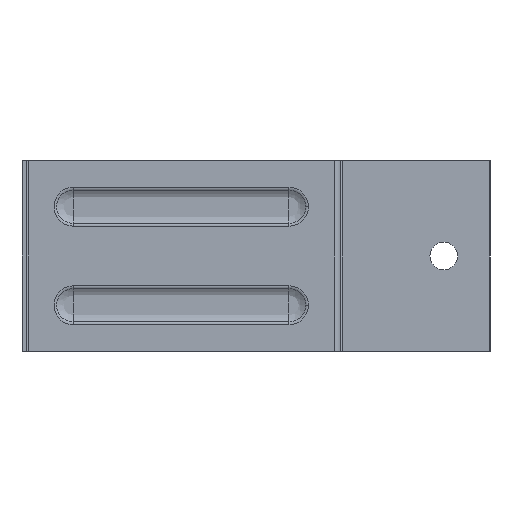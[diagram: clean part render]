
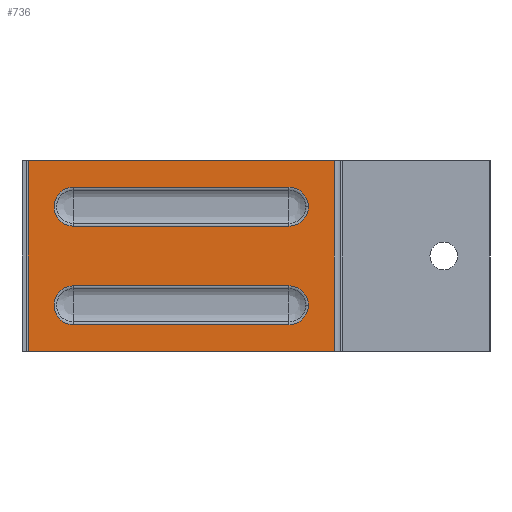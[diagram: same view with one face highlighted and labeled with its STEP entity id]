
A CAD part, left-side view. The second image highlights one B-rep face of the part: STEP entity #736.
In plain terms, the highlighted planar face has unit normal (-1, 0, 0).
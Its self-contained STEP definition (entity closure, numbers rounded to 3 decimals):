
#33 = AXIS2_PLACEMENT_3D ( 'NONE', #752, #2091, #1002 ) ;
#42 = DIRECTION ( 'NONE',  ( 1., 0., 0. ) ) ;
#53 = DIRECTION ( 'NONE',  ( 0., -1., 0. ) ) ;
#66 = CARTESIAN_POINT ( 'NONE',  ( -127.4, 15.3, -9.704 ) ) ;
#75 = AXIS2_PLACEMENT_3D ( 'NONE', #2353, #1494, #1485 ) ;
#87 = CARTESIAN_POINT ( 'NONE',  ( -127.4, 175.3, 9.704 ) ) ;
#90 = EDGE_CURVE ( 'NONE', #572, #452, #2241, .T. ) ;
#135 = EDGE_CURVE ( 'NONE', #803, #1327, #790, .T. ) ;
#162 = AXIS2_PLACEMENT_3D ( 'NONE', #216, #3000, #1186 ) ;
#182 = ORIENTED_EDGE ( 'NONE', *, *, #214, .T. ) ;
#188 = CARTESIAN_POINT ( 'NONE',  ( -127.4, 15.3, -16. ) ) ;
#191 = EDGE_CURVE ( 'NONE', #285, #2708, #2834, .T. ) ;
#196 = EDGE_CURVE ( 'NONE', #2708, #2527, #1599, .T. ) ;
#207 = EDGE_CURVE ( 'NONE', #2527, #572, #2166, .T. ) ;
#209 = LINE ( 'NONE', #540, #1408 ) ;
#214 = EDGE_CURVE ( 'NONE', #452, #285, #1014, .T. ) ;
#216 = CARTESIAN_POINT ( 'NONE',  ( -127.4, 15.3, 16. ) ) ;
#224 = ORIENTED_EDGE ( 'NONE', *, *, #260, .F. ) ;
#230 = EDGE_CURVE ( 'NONE', #1289, #1985, #2732, .T. ) ;
#231 = EDGE_CURVE ( 'NONE', #1289, #281, #1534, .T. ) ;
#236 = EDGE_CURVE ( 'NONE', #2677, #281, #2569, .T. ) ;
#252 = EDGE_CURVE ( 'NONE', #2677, #1985, #209, .T. ) ;
#256 = EDGE_CURVE ( 'NONE', #2500, #2920, #781, .T. ) ;
#260 = EDGE_CURVE ( 'NONE', #2920, #421, #2644, .T. ) ;
#281 = VERTEX_POINT ( 'NONE', #2753 ) ;
#284 = DIRECTION ( 'NONE',  ( 0., 1., 0. ) ) ;
#285 = VERTEX_POINT ( 'NONE', #3008 ) ;
#361 = VECTOR ( 'NONE', #1873, 1000. ) ;
#387 = ORIENTED_EDGE ( 'NONE', *, *, #135, .F. ) ;
#412 = EDGE_CURVE ( 'NONE', #421, #803, #1507, .T. ) ;
#421 = VERTEX_POINT ( 'NONE', #2109 ) ;
#423 = DIRECTION ( 'NONE',  ( 0., -1., 0. ) ) ;
#452 = VERTEX_POINT ( 'NONE', #2550 ) ;
#489 = AXIS2_PLACEMENT_3D ( 'NONE', #188, #1801, #423 ) ;
#497 = ORIENTED_EDGE ( 'NONE', *, *, #256, .F. ) ;
#499 = CARTESIAN_POINT ( 'NONE',  ( -127.4, 100., -31. ) ) ;
#521 = DIRECTION ( 'NONE',  ( 0., 0., 1. ) ) ;
#528 = DIRECTION ( 'NONE',  ( 0., 0., -1. ) ) ;
#530 = AXIS2_PLACEMENT_3D ( 'NONE', #1300, #800, #2135 ) ;
#540 = CARTESIAN_POINT ( 'NONE',  ( -127.4, 0., 31. ) ) ;
#572 = VERTEX_POINT ( 'NONE', #1760 ) ;
#627 = AXIS2_PLACEMENT_3D ( 'NONE', #1669, #42, #2321 ) ;
#736 = ADVANCED_FACE ( 'NONE', ( #3010, #1826, #1411 ), #1050, .T. ) ;
#752 = CARTESIAN_POINT ( 'NONE',  ( -127.4, 85.3, 16. ) ) ;
#765 = CARTESIAN_POINT ( 'NONE',  ( -127.4, 0., -31. ) ) ;
#768 = CARTESIAN_POINT ( 'NONE',  ( -127.4, 175.3, -9.704 ) ) ;
#781 = CIRCLE ( 'NONE', #75, 6.296 ) ;
#790 = CIRCLE ( 'NONE', #489, 6.296 ) ;
#800 = DIRECTION ( 'NONE',  ( -1., 0., 0. ) ) ;
#803 = VERTEX_POINT ( 'NONE', #2533 ) ;
#854 = VECTOR ( 'NONE', #53, 1000. ) ;
#1002 = DIRECTION ( 'NONE',  ( 0., -1., 0. ) ) ;
#1011 = CARTESIAN_POINT ( 'NONE',  ( -127.4, 0.6, -31. ) ) ;
#1014 = CIRCLE ( 'NONE', #627, 6.296 ) ;
#1022 = DIRECTION ( 'NONE',  ( 0., -1., 0. ) ) ;
#1050 = PLANE ( 'NONE',  #530 ) ;
#1116 = ORIENTED_EDGE ( 'NONE', *, *, #252, .T. ) ;
#1186 = DIRECTION ( 'NONE',  ( 0., -1., 0. ) ) ;
#1264 = DIRECTION ( 'NONE',  ( -1., 0., 0. ) ) ;
#1289 = VERTEX_POINT ( 'NONE', #499 ) ;
#1300 = CARTESIAN_POINT ( 'NONE',  ( -127.4, 0., 31. ) ) ;
#1327 = VERTEX_POINT ( 'NONE', #66 ) ;
#1338 = EDGE_LOOP ( 'NONE', ( #2294, #2209, #1524, #1815, #182 ) ) ;
#1408 = VECTOR ( 'NONE', #2330, 1000. ) ;
#1411 = FACE_BOUND ( 'NONE', #2186, .T. ) ;
#1415 = EDGE_CURVE ( 'NONE', #1327, #2500, #3022, .T. ) ;
#1425 = DIRECTION ( 'NONE',  ( 0., 1., 0. ) ) ;
#1485 = DIRECTION ( 'NONE',  ( 0., -1., 0. ) ) ;
#1494 = DIRECTION ( 'NONE',  ( -1., 0., 0. ) ) ;
#1507 = CIRCLE ( 'NONE', #2026, 6.296 ) ;
#1524 = ORIENTED_EDGE ( 'NONE', *, *, #207, .T. ) ;
#1534 = LINE ( 'NONE', #765, #854 ) ;
#1599 = CIRCLE ( 'NONE', #33, 6.296 ) ;
#1669 = CARTESIAN_POINT ( 'NONE',  ( -127.4, 15.3, 16. ) ) ;
#1760 = CARTESIAN_POINT ( 'NONE',  ( -127.4, 15.3, 22.296 ) ) ;
#1801 = DIRECTION ( 'NONE',  ( -1., 0., 0. ) ) ;
#1815 = ORIENTED_EDGE ( 'NONE', *, *, #90, .T. ) ;
#1826 = FACE_OUTER_BOUND ( 'NONE', #2128, .T. ) ;
#1873 = DIRECTION ( 'NONE',  ( 0., -1., 0. ) ) ;
#1905 = VECTOR ( 'NONE', #1022, 1000. ) ;
#1964 = VECTOR ( 'NONE', #528, 1000. ) ;
#1985 = VERTEX_POINT ( 'NONE', #2701 ) ;
#2026 = AXIS2_PLACEMENT_3D ( 'NONE', #2481, #1264, #2841 ) ;
#2035 = VECTOR ( 'NONE', #521, 1000. ) ;
#2080 = CARTESIAN_POINT ( 'NONE',  ( -127.4, 175.3, -22.296 ) ) ;
#2091 = DIRECTION ( 'NONE',  ( 1., 0., 0. ) ) ;
#2109 = CARTESIAN_POINT ( 'NONE',  ( -127.4, 15.3, -22.296 ) ) ;
#2121 = CARTESIAN_POINT ( 'NONE',  ( -127.4, 175.3, 22.296 ) ) ;
#2128 = EDGE_LOOP ( 'NONE', ( #2856, #2848, #2727, #1116 ) ) ;
#2135 = DIRECTION ( 'NONE',  ( 0., 0., 1. ) ) ;
#2166 = LINE ( 'NONE', #2121, #361 ) ;
#2181 = CARTESIAN_POINT ( 'NONE',  ( -127.4, 85.3, -9.704 ) ) ;
#2186 = EDGE_LOOP ( 'NONE', ( #497, #2987, #387, #2845, #224 ) ) ;
#2209 = ORIENTED_EDGE ( 'NONE', *, *, #196, .T. ) ;
#2241 = CIRCLE ( 'NONE', #162, 6.296 ) ;
#2269 = CARTESIAN_POINT ( 'NONE',  ( -127.4, 0.6, 31. ) ) ;
#2294 = ORIENTED_EDGE ( 'NONE', *, *, #191, .T. ) ;
#2321 = DIRECTION ( 'NONE',  ( 0., -1., 0. ) ) ;
#2330 = DIRECTION ( 'NONE',  ( 0., 1., 0. ) ) ;
#2353 = CARTESIAN_POINT ( 'NONE',  ( -127.4, 85.3, -16. ) ) ;
#2397 = CARTESIAN_POINT ( 'NONE',  ( -127.4, 85.3, 22.296 ) ) ;
#2481 = CARTESIAN_POINT ( 'NONE',  ( -127.4, 15.3, -16. ) ) ;
#2500 = VERTEX_POINT ( 'NONE', #2181 ) ;
#2527 = VERTEX_POINT ( 'NONE', #2397 ) ;
#2533 = CARTESIAN_POINT ( 'NONE',  ( -127.4, 9.004, -16. ) ) ;
#2537 = CARTESIAN_POINT ( 'NONE',  ( -127.4, 85.3, -22.296 ) ) ;
#2550 = CARTESIAN_POINT ( 'NONE',  ( -127.4, 9.004, 16. ) ) ;
#2551 = CARTESIAN_POINT ( 'NONE',  ( -127.4, 100., 31. ) ) ;
#2569 = LINE ( 'NONE', #1011, #1964 ) ;
#2644 = LINE ( 'NONE', #2080, #1905 ) ;
#2677 = VERTEX_POINT ( 'NONE', #2269 ) ;
#2701 = CARTESIAN_POINT ( 'NONE',  ( -127.4, 100., 31. ) ) ;
#2708 = VERTEX_POINT ( 'NONE', #2900 ) ;
#2727 = ORIENTED_EDGE ( 'NONE', *, *, #236, .F. ) ;
#2732 = LINE ( 'NONE', #2551, #2035 ) ;
#2753 = CARTESIAN_POINT ( 'NONE',  ( -127.4, 0.6, -31. ) ) ;
#2829 = VECTOR ( 'NONE', #1425, 1000. ) ;
#2834 = LINE ( 'NONE', #87, #2829 ) ;
#2841 = DIRECTION ( 'NONE',  ( 0., -1., 0. ) ) ;
#2845 = ORIENTED_EDGE ( 'NONE', *, *, #412, .F. ) ;
#2848 = ORIENTED_EDGE ( 'NONE', *, *, #231, .T. ) ;
#2856 = ORIENTED_EDGE ( 'NONE', *, *, #230, .F. ) ;
#2900 = CARTESIAN_POINT ( 'NONE',  ( -127.4, 85.3, 9.704 ) ) ;
#2920 = VERTEX_POINT ( 'NONE', #2537 ) ;
#2987 = ORIENTED_EDGE ( 'NONE', *, *, #1415, .F. ) ;
#3000 = DIRECTION ( 'NONE',  ( 1., 0., 0. ) ) ;
#3008 = CARTESIAN_POINT ( 'NONE',  ( -127.4, 15.3, 9.704 ) ) ;
#3010 = FACE_BOUND ( 'NONE', #1338, .T. ) ;
#3016 = VECTOR ( 'NONE', #284, 1000. ) ;
#3022 = LINE ( 'NONE', #768, #3016 ) ;
